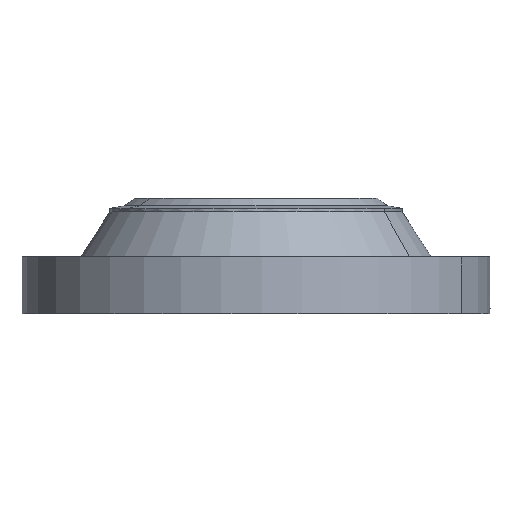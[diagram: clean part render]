
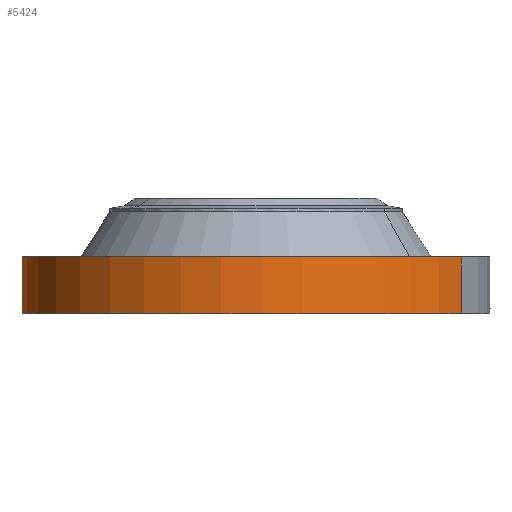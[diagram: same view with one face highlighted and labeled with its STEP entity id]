
A CAD part, left-side view. The second image highlights one B-rep face of the part: STEP entity #5424.
In plain terms, the highlighted cylindrical face has radius 406.4 mm (diameter 812.8 mm), a partial arc.
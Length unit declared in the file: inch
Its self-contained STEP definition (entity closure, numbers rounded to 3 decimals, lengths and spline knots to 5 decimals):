
#3849=AXIS2_PLACEMENT_3D('Circle Axis2P3D',#3847,#3848,$) ;
#4559=AXIS2_PLACEMENT_3D('Circle Axis2P3D',#4557,#4558,$) ;
#5319=AXIS2_PLACEMENT_3D('Cylinder Axis2P3D',#5316,#5317,#5318) ;
#3847=CARTESIAN_POINT('Axis2P3D Location',(0.,0.,0.)) ;
#3851=CARTESIAN_POINT('Vertex',(-7.67081,-14.04132,0.)) ;
#3853=CARTESIAN_POINT('Vertex',(7.67081,14.04132,0.)) ;
#4552=CARTESIAN_POINT('Vertex',(7.67081,14.04132,3.875)) ;
#4554=CARTESIAN_POINT('Vertex',(-7.67081,-14.04132,3.875)) ;
#4557=CARTESIAN_POINT('Axis2P3D Location',(0.,0.,3.875)) ;
#5316=CARTESIAN_POINT('Axis2P3D Location',(0.,0.,3.9375)) ;
#5321=CARTESIAN_POINT('Line Origine',(-7.67081,-14.04132,1.9375)) ;
#5326=CARTESIAN_POINT('Line Origine',(7.67081,14.04132,1.9375)) ;
#5338=CARTESIAN_POINT('Control Point',(-0.00072,16.,1.10412)) ;
#5339=CARTESIAN_POINT('Control Point',(-0.01892,16.,1.10408)) ;
#5340=CARTESIAN_POINT('Control Point',(-0.03711,15.99997,1.10264)) ;
#5341=CARTESIAN_POINT('Control Point',(-0.05509,15.99991,1.0998)) ;
#5342=CARTESIAN_POINT('Vertex',(-0.00072,16.,1.10412)) ;
#5344=CARTESIAN_POINT('Vertex',(-0.05508,15.99991,1.09981)) ;
#5348=CARTESIAN_POINT('Control Point',(-0.05508,15.99991,1.09981)) ;
#5349=CARTESIAN_POINT('Control Point',(-0.0956,15.99977,1.09541)) ;
#5350=CARTESIAN_POINT('Control Point',(-0.13548,15.99947,1.08365)) ;
#5351=CARTESIAN_POINT('Control Point',(-0.17223,15.99907,1.0653)) ;
#5352=CARTESIAN_POINT('Vertex',(-0.17223,15.99907,1.0653)) ;
#5356=CARTESIAN_POINT('Control Point',(-0.03106,15.99997,0.34119)) ;
#5357=CARTESIAN_POINT('Control Point',(-0.09628,15.99984,0.34944)) ;
#5358=CARTESIAN_POINT('Control Point',(-0.15944,15.99939,0.3713)) ;
#5359=CARTESIAN_POINT('Control Point',(-0.2166,15.99865,0.40609)) ;
#5360=CARTESIAN_POINT('Control Point',(-0.29216,15.9974,0.47706)) ;
#5361=CARTESIAN_POINT('Control Point',(-0.34075,15.99638,0.56588)) ;
#5362=CARTESIAN_POINT('Control Point',(-0.35457,15.99608,0.6001)) ;
#5363=CARTESIAN_POINT('Control Point',(-0.37513,15.99561,0.67508)) ;
#5364=CARTESIAN_POINT('Control Point',(-0.37694,15.99556,0.75237)) ;
#5365=CARTESIAN_POINT('Control Point',(-0.37258,15.99566,0.79294)) ;
#5366=CARTESIAN_POINT('Control Point',(-0.35006,15.99619,0.88566)) ;
#5367=CARTESIAN_POINT('Control Point',(-0.3004,15.99722,0.96719)) ;
#5368=CARTESIAN_POINT('Control Point',(-0.26362,15.99791,1.00825)) ;
#5369=CARTESIAN_POINT('Control Point',(-0.22012,15.99856,1.04139)) ;
#5370=CARTESIAN_POINT('Control Point',(-0.17223,15.99907,1.0653)) ;
#5371=CARTESIAN_POINT('Vertex',(-0.03106,15.99997,0.34119)) ;
#5375=CARTESIAN_POINT('Control Point',(-0.03106,15.99997,0.34119)) ;
#5376=CARTESIAN_POINT('Control Point',(-0.02071,15.99999,0.34088)) ;
#5377=CARTESIAN_POINT('Control Point',(-0.01034,16.,0.34094)) ;
#5378=CARTESIAN_POINT('Control Point',(0.,16.,0.34137)) ;
#5379=CARTESIAN_POINT('Vertex',(0.,16.,0.34137)) ;
#5383=CARTESIAN_POINT('Control Point',(0.19258,15.99884,0.39749)) ;
#5384=CARTESIAN_POINT('Control Point',(0.14899,15.99937,0.37208)) ;
#5385=CARTESIAN_POINT('Control Point',(0.10111,15.99978,0.3538)) ;
#5386=CARTESIAN_POINT('Control Point',(0.0508,16.,0.34353)) ;
#5387=CARTESIAN_POINT('Control Point',(0.,16.,0.34137)) ;
#5388=CARTESIAN_POINT('Vertex',(0.19258,15.99884,0.39749)) ;
#5392=CARTESIAN_POINT('Control Point',(0.19258,15.99884,0.39749)) ;
#5393=CARTESIAN_POINT('Control Point',(0.24938,15.99816,0.43059)) ;
#5394=CARTESIAN_POINT('Control Point',(0.29939,15.9973,0.47501)) ;
#5395=CARTESIAN_POINT('Control Point',(0.33945,15.99644,0.52917)) ;
#5396=CARTESIAN_POINT('Control Point',(0.38356,15.99541,0.62741)) ;
#5397=CARTESIAN_POINT('Control Point',(0.39203,15.9952,0.73269)) ;
#5398=CARTESIAN_POINT('Control Point',(0.38988,15.99525,0.77287)) ;
#5399=CARTESIAN_POINT('Control Point',(0.37567,15.9956,0.84779)) ;
#5400=CARTESIAN_POINT('Control Point',(0.34349,15.99632,0.91623)) ;
#5401=CARTESIAN_POINT('Control Point',(0.32439,15.99673,0.94666)) ;
#5402=CARTESIAN_POINT('Control Point',(0.26272,15.99794,1.02288)) ;
#5403=CARTESIAN_POINT('Control Point',(0.17973,15.99913,1.07573)) ;
#5404=CARTESIAN_POINT('Control Point',(0.12112,15.99972,1.0977)) ;
#5405=CARTESIAN_POINT('Control Point',(0.06008,16.,1.1071)) ;
#5406=CARTESIAN_POINT('Control Point',(-0.00003,16.,1.10415)) ;
#5407=CARTESIAN_POINT('Vertex',(-0.00003,16.,1.10415)) ;
#5411=CARTESIAN_POINT('Control Point',(-0.00072,16.,1.10412)) ;
#5412=CARTESIAN_POINT('Control Point',(-0.00037,16.,1.10414)) ;
#5413=CARTESIAN_POINT('Control Point',(-0.00003,16.,1.10415)) ;
#3848=DIRECTION('Axis2P3D Direction',(0.,0.,-0.039)) ;
#4558=DIRECTION('Axis2P3D Direction',(0.,0.,-0.039)) ;
#5317=DIRECTION('Axis2P3D Direction',(0.,0.,-0.039)) ;
#5318=DIRECTION('Axis2P3D XDirection',(0.019,0.035,0.)) ;
#5322=DIRECTION('Vector Direction',(0.,0.,-0.039)) ;
#5327=DIRECTION('Vector Direction',(0.,0.,-0.039)) ;
#5323=VECTOR('Line Direction',#5322,0.03937) ;
#5328=VECTOR('Line Direction',#5327,0.03937) ;
#5332=ORIENTED_EDGE('',*,*,#3855,.F.) ;
#5333=ORIENTED_EDGE('',*,*,#5325,.T.) ;
#5334=ORIENTED_EDGE('',*,*,#4561,.T.) ;
#5335=ORIENTED_EDGE('',*,*,#5330,.F.) ;
#5416=ORIENTED_EDGE('',*,*,#5346,.T.) ;
#5417=ORIENTED_EDGE('',*,*,#5354,.T.) ;
#5418=ORIENTED_EDGE('',*,*,#5373,.F.) ;
#5419=ORIENTED_EDGE('',*,*,#5381,.T.) ;
#5420=ORIENTED_EDGE('',*,*,#5390,.F.) ;
#5421=ORIENTED_EDGE('',*,*,#5409,.T.) ;
#5422=ORIENTED_EDGE('',*,*,#5414,.F.) ;
#5423=FACE_BOUND('',#5415,.T.) ;
#5424=ADVANCED_FACE('PartBody',(#5336,#5423),#5320,.T.) ;
#5337=B_SPLINE_CURVE_WITH_KNOTS('',3,(#5338,#5339,#5340,#5341),.UNSPECIFIED.,.F.,.U.,(4,4),(34.61665,36.63571),.UNSPECIFIED.) ;
#5347=B_SPLINE_CURVE_WITH_KNOTS('',3,(#5348,#5349,#5350,#5351),.UNSPECIFIED.,.F.,.U.,(4,4),(0.,4.57931),.UNSPECIFIED.) ;
#5355=B_SPLINE_CURVE_WITH_KNOTS('',5,(#5356,#5357,#5358,#5359,#5360,#5361,#5362,#5363,#5364,#5365,#5366,#5367,#5368,#5369,#5370),.UNSPECIFIED.,.F.,.U.,(6,3,3,3,6),(0.,11.42335,17.99126,25.34361,35.28854),.UNSPECIFIED.) ;
#5374=B_SPLINE_CURVE_WITH_KNOTS('',3,(#5375,#5376,#5377,#5378),.UNSPECIFIED.,.F.,.U.,(4,4),(0.,1.08069),.UNSPECIFIED.) ;
#5382=B_SPLINE_CURVE_WITH_KNOTS('',4,(#5383,#5384,#5385,#5386,#5387),.UNSPECIFIED.,.F.,.U.,(5,5),(0.,7.07917),.UNSPECIFIED.) ;
#5391=B_SPLINE_CURVE_WITH_KNOTS('',5,(#5392,#5393,#5394,#5395,#5396,#5397,#5398,#5399,#5400,#5401,#5402,#5403,#5404,#5405,#5406),.UNSPECIFIED.,.F.,.U.,(6,3,3,3,6),(0.,11.52946,18.61513,25.04142,36.27651),.UNSPECIFIED.) ;
#5410=B_SPLINE_CURVE_WITH_KNOTS('',2,(#5411,#5412,#5413),.UNSPECIFIED.,.F.,.U.,(3,3),(1.02034,1.04613),.UNSPECIFIED.) ;
#3850=CIRCLE('generated circle',#3849,16.) ;
#4560=CIRCLE('generated circle',#4559,16.) ;
#5320=CYLINDRICAL_SURFACE('generated cylinder',#5319,16.) ;
#3855=EDGE_CURVE('',#3852,#3854,#3850,.T.) ;
#4561=EDGE_CURVE('',#4555,#4553,#4560,.T.) ;
#5325=EDGE_CURVE('',#3852,#4555,#5324,.F.) ;
#5330=EDGE_CURVE('',#3854,#4553,#5329,.F.) ;
#5346=EDGE_CURVE('',#5343,#5345,#5337,.T.) ;
#5354=EDGE_CURVE('',#5345,#5353,#5347,.T.) ;
#5373=EDGE_CURVE('',#5372,#5353,#5355,.T.) ;
#5381=EDGE_CURVE('',#5372,#5380,#5374,.T.) ;
#5390=EDGE_CURVE('',#5389,#5380,#5382,.T.) ;
#5409=EDGE_CURVE('',#5389,#5408,#5391,.T.) ;
#5414=EDGE_CURVE('',#5343,#5408,#5410,.T.) ;
#5331=EDGE_LOOP('',(#5332,#5333,#5334,#5335)) ;
#5415=EDGE_LOOP('',(#5416,#5417,#5418,#5419,#5420,#5421,#5422)) ;
#5336=FACE_OUTER_BOUND('',#5331,.T.) ;
#5324=LINE('Line',#5321,#5323) ;
#5329=LINE('Line',#5326,#5328) ;
#3852=VERTEX_POINT('',#3851) ;
#3854=VERTEX_POINT('',#3853) ;
#4553=VERTEX_POINT('',#4552) ;
#4555=VERTEX_POINT('',#4554) ;
#5343=VERTEX_POINT('',#5342) ;
#5345=VERTEX_POINT('',#5344) ;
#5353=VERTEX_POINT('',#5352) ;
#5372=VERTEX_POINT('',#5371) ;
#5380=VERTEX_POINT('',#5379) ;
#5389=VERTEX_POINT('',#5388) ;
#5408=VERTEX_POINT('',#5407) ;
